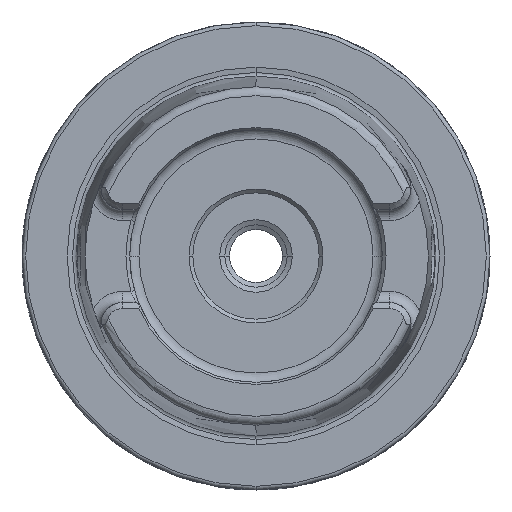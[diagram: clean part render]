
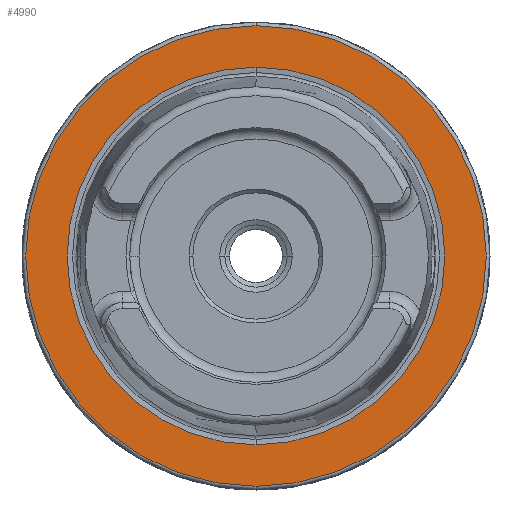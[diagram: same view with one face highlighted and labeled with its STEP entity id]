
A CAD part, left-side view. The second image highlights one B-rep face of the part: STEP entity #4990.
In plain terms, the highlighted planar face has unit normal (-1, 0, 0).
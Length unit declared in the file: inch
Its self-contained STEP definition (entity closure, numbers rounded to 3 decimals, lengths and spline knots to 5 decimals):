
#1625=CARTESIAN_POINT('',(0.,0.,0.));
#1626=DIRECTION('',(1.,0.,0.));
#1627=DIRECTION('',(0.,0.,-1.));
#1628=AXIS2_PLACEMENT_3D('',#1625,#1626,#1627);
#1630=CARTESIAN_POINT('',(0.,0.,0.));
#1631=DIRECTION('',(1.,0.,0.));
#1632=DIRECTION('',(0.,0.,1.));
#1633=AXIS2_PLACEMENT_3D('',#1630,#1631,#1632);
#1635=CARTESIAN_POINT('',(0.,0.,0.));
#1636=DIRECTION('',(-1.,0.,0.));
#1637=DIRECTION('',(0.,0.,1.));
#1638=AXIS2_PLACEMENT_3D('',#1635,#1636,#1637);
#1640=CARTESIAN_POINT('',(0.,0.,0.));
#1641=DIRECTION('',(-1.,0.,0.));
#1642=DIRECTION('',(0.,0.,-1.));
#1643=AXIS2_PLACEMENT_3D('',#1640,#1641,#1642);
#2879=CARTESIAN_POINT('',(0.,0.,-1.0008));
#2880=CARTESIAN_POINT('',(0.,0.,1.0008));
#2881=VERTEX_POINT('',#2879);
#2882=VERTEX_POINT('',#2880);
#3188=CARTESIAN_POINT('',(0.,0.,1.22047));
#3189=CARTESIAN_POINT('',(0.,0.,-1.22047));
#3190=VERTEX_POINT('',#3188);
#3191=VERTEX_POINT('',#3189);
#4974=CARTESIAN_POINT('',(0.,0.,0.));
#4975=DIRECTION('',(1.,0.,0.));
#4976=DIRECTION('',(0.,0.,1.));
#4977=AXIS2_PLACEMENT_3D('',#4974,#4975,#4976);
#4978=PLANE('',#4977);
#4979=ORIENTED_EDGE('',*,*,#4964,.F.);
#4981=ORIENTED_EDGE('',*,*,#4980,.F.);
#4982=EDGE_LOOP('',(#4979,#4981));
#4983=FACE_OUTER_BOUND('',#4982,.F.);
#4985=ORIENTED_EDGE('',*,*,#4984,.F.);
#4987=ORIENTED_EDGE('',*,*,#4986,.F.);
#4988=EDGE_LOOP('',(#4985,#4987));
#4989=FACE_BOUND('',#4988,.F.);
#4990=ADVANCED_FACE('',(#4983,#4989),#4978,.F.);
#1629=CIRCLE('',#1628,1.0008);
#1634=CIRCLE('',#1633,1.0008);
#1639=CIRCLE('',#1638,1.22047);
#1644=CIRCLE('',#1643,1.22047);
#4964=EDGE_CURVE('',#3190,#3191,#1639,.T.);
#4980=EDGE_CURVE('',#3191,#3190,#1644,.T.);
#4984=EDGE_CURVE('',#2881,#2882,#1629,.T.);
#4986=EDGE_CURVE('',#2882,#2881,#1634,.T.);
